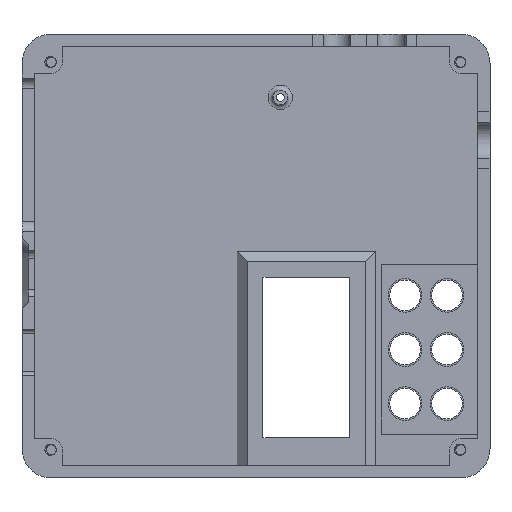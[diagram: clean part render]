
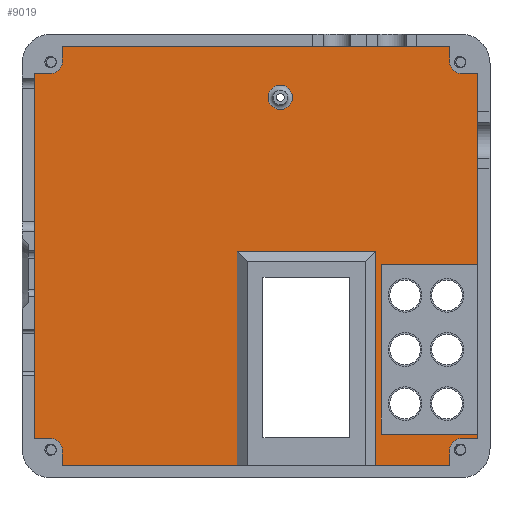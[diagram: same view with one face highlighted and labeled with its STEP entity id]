
A CAD part, front view. The second image highlights one B-rep face of the part: STEP entity #9019.
In plain terms, the highlighted planar face has unit normal (0, -1, 0).
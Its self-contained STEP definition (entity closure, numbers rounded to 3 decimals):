
#47=FACE_BOUND('',#1246,.T.);
#272=PLANE('',#9485);
#730=FACE_OUTER_BOUND('',#1245,.T.);
#1245=EDGE_LOOP('',(#7891,#7892,#7893,#7894,#7895,#7896,#7897,#7898,#7899,
#7900,#7901,#7902,#7903,#7904,#7905,#7906,#7907,#7908,#7909,#7910,#7911,
#7912,#7913,#7914,#7915,#7916));
#1246=EDGE_LOOP('',(#7917));
#1405=CIRCLE('',#9479,2.25);
#1408=CIRCLE('',#9486,2.25);
#1409=CIRCLE('',#9487,2.25);
#1410=CIRCLE('',#9488,2.25);
#1411=CIRCLE('',#9489,2.5);
#2176=LINE('',#17733,#2889);
#2178=LINE('',#17739,#2891);
#2518=LINE('',#26466,#3231);
#2521=LINE('',#26471,#3234);
#2523=LINE('',#26477,#3236);
#2527=LINE('',#26485,#3240);
#2528=LINE('',#26487,#3241);
#2529=LINE('',#26489,#3242);
#2530=LINE('',#26491,#3243);
#2531=LINE('',#26493,#3244);
#2532=LINE('',#26495,#3245);
#2533=LINE('',#26499,#3246);
#2534=LINE('',#26501,#3247);
#2535=LINE('',#26503,#3248);
#2536=LINE('',#26505,#3249);
#2537=LINE('',#26507,#3250);
#2538=LINE('',#26509,#3251);
#2539=LINE('',#26511,#3252);
#2540=LINE('',#26515,#3253);
#2541=LINE('',#26517,#3254);
#2542=LINE('',#26519,#3255);
#2543=LINE('',#26522,#3256);
#2889=VECTOR('',#10194,10.);
#2891=VECTOR('',#10200,10.);
#3231=VECTOR('',#10848,10.);
#3234=VECTOR('',#10853,10.);
#3236=VECTOR('',#10859,10.);
#3240=VECTOR('',#10865,10.);
#3241=VECTOR('',#10866,10.);
#3242=VECTOR('',#10867,10.);
#3243=VECTOR('',#10868,10.);
#3244=VECTOR('',#10869,10.);
#3245=VECTOR('',#10870,10.);
#3246=VECTOR('',#10873,10.);
#3247=VECTOR('',#10874,10.);
#3248=VECTOR('',#10875,10.);
#3249=VECTOR('',#10876,10.);
#3250=VECTOR('',#10877,10.);
#3251=VECTOR('',#10878,10.);
#3252=VECTOR('',#10879,10.);
#3253=VECTOR('',#10882,10.);
#3254=VECTOR('',#10883,10.);
#3255=VECTOR('',#10884,10.);
#3256=VECTOR('',#10887,10.);
#3815=VERTEX_POINT('',#17730);
#3816=VERTEX_POINT('',#17732);
#3818=VERTEX_POINT('',#17738);
#4191=VERTEX_POINT('',#26456);
#4192=VERTEX_POINT('',#26457);
#4195=VERTEX_POINT('',#26465);
#4198=VERTEX_POINT('',#26476);
#4201=VERTEX_POINT('',#26484);
#4202=VERTEX_POINT('',#26486);
#4203=VERTEX_POINT('',#26488);
#4204=VERTEX_POINT('',#26490);
#4205=VERTEX_POINT('',#26492);
#4206=VERTEX_POINT('',#26494);
#4207=VERTEX_POINT('',#26496);
#4208=VERTEX_POINT('',#26498);
#4209=VERTEX_POINT('',#26500);
#4210=VERTEX_POINT('',#26502);
#4211=VERTEX_POINT('',#26504);
#4212=VERTEX_POINT('',#26506);
#4213=VERTEX_POINT('',#26508);
#4214=VERTEX_POINT('',#26510);
#4215=VERTEX_POINT('',#26512);
#4216=VERTEX_POINT('',#26514);
#4217=VERTEX_POINT('',#26516);
#4218=VERTEX_POINT('',#26518);
#4219=VERTEX_POINT('',#26520);
#4220=VERTEX_POINT('',#26523);
#4883=EDGE_CURVE('',#3815,#3816,#2176,.T.);
#4886=EDGE_CURVE('',#3818,#3815,#2178,.T.);
#5458=EDGE_CURVE('',#4191,#4192,#1405,.T.);
#5462=EDGE_CURVE('',#4192,#4195,#2518,.T.);
#5465=EDGE_CURVE('',#3818,#4191,#2521,.T.);
#5468=EDGE_CURVE('',#3816,#4198,#2523,.T.);
#5472=EDGE_CURVE('',#4201,#4195,#2527,.T.);
#5473=EDGE_CURVE('',#4201,#4202,#2528,.T.);
#5474=EDGE_CURVE('',#4202,#4203,#2529,.T.);
#5475=EDGE_CURVE('',#4203,#4204,#2530,.T.);
#5476=EDGE_CURVE('',#4205,#4204,#2531,.T.);
#5477=EDGE_CURVE('',#4205,#4206,#2532,.T.);
#5478=EDGE_CURVE('',#4206,#4207,#1408,.T.);
#5479=EDGE_CURVE('',#4207,#4208,#2533,.T.);
#5480=EDGE_CURVE('',#4209,#4208,#2534,.T.);
#5481=EDGE_CURVE('',#4209,#4210,#2535,.T.);
#5482=EDGE_CURVE('',#4210,#4211,#2536,.F.);
#5483=EDGE_CURVE('',#4211,#4212,#2537,.T.);
#5484=EDGE_CURVE('',#4213,#4212,#2538,.T.);
#5485=EDGE_CURVE('',#4213,#4214,#2539,.T.);
#5486=EDGE_CURVE('',#4214,#4215,#1409,.T.);
#5487=EDGE_CURVE('',#4215,#4216,#2540,.T.);
#5488=EDGE_CURVE('',#4217,#4216,#2541,.T.);
#5489=EDGE_CURVE('',#4217,#4218,#2542,.T.);
#5490=EDGE_CURVE('',#4218,#4219,#1410,.T.);
#5491=EDGE_CURVE('',#4219,#4198,#2543,.T.);
#5492=EDGE_CURVE('',#4220,#4220,#1411,.T.);
#7891=ORIENTED_EDGE('',*,*,#5465,.T.);
#7892=ORIENTED_EDGE('',*,*,#5458,.T.);
#7893=ORIENTED_EDGE('',*,*,#5462,.T.);
#7894=ORIENTED_EDGE('',*,*,#5472,.F.);
#7895=ORIENTED_EDGE('',*,*,#5473,.T.);
#7896=ORIENTED_EDGE('',*,*,#5474,.T.);
#7897=ORIENTED_EDGE('',*,*,#5475,.T.);
#7898=ORIENTED_EDGE('',*,*,#5476,.F.);
#7899=ORIENTED_EDGE('',*,*,#5477,.T.);
#7900=ORIENTED_EDGE('',*,*,#5478,.T.);
#7901=ORIENTED_EDGE('',*,*,#5479,.T.);
#7902=ORIENTED_EDGE('',*,*,#5480,.F.);
#7903=ORIENTED_EDGE('',*,*,#5481,.T.);
#7904=ORIENTED_EDGE('',*,*,#5482,.T.);
#7905=ORIENTED_EDGE('',*,*,#5483,.T.);
#7906=ORIENTED_EDGE('',*,*,#5484,.F.);
#7907=ORIENTED_EDGE('',*,*,#5485,.T.);
#7908=ORIENTED_EDGE('',*,*,#5486,.T.);
#7909=ORIENTED_EDGE('',*,*,#5487,.T.);
#7910=ORIENTED_EDGE('',*,*,#5488,.F.);
#7911=ORIENTED_EDGE('',*,*,#5489,.T.);
#7912=ORIENTED_EDGE('',*,*,#5490,.T.);
#7913=ORIENTED_EDGE('',*,*,#5491,.T.);
#7914=ORIENTED_EDGE('',*,*,#5468,.F.);
#7915=ORIENTED_EDGE('',*,*,#4883,.F.);
#7916=ORIENTED_EDGE('',*,*,#4886,.F.);
#7917=ORIENTED_EDGE('',*,*,#5492,.F.);
#9019=ADVANCED_FACE('',(#730,#47),#272,.F.);
#9479=AXIS2_PLACEMENT_3D('',#26458,#10840,#10841);
#9485=AXIS2_PLACEMENT_3D('',#26483,#10863,#10864);
#9486=AXIS2_PLACEMENT_3D('',#26497,#10871,#10872);
#9487=AXIS2_PLACEMENT_3D('',#26513,#10880,#10881);
#9488=AXIS2_PLACEMENT_3D('',#26521,#10885,#10886);
#9489=AXIS2_PLACEMENT_3D('',#26524,#10888,#10889);
#10194=DIRECTION('',(0.,0.,1.));
#10200=DIRECTION('',(0.,0.,1.));
#10840=DIRECTION('center_axis',(0.,1.,0.));
#10841=DIRECTION('ref_axis',(1.,0.,0.));
#10848=DIRECTION('',(0.,0.,-1.));
#10853=DIRECTION('',(1.,0.,0.));
#10859=DIRECTION('',(0.,0.,1.));
#10863=DIRECTION('center_axis',(0.,1.,0.));
#10864=DIRECTION('ref_axis',(-1.,0.,0.));
#10865=DIRECTION('',(-1.,0.,0.));
#10866=DIRECTION('',(0.,0.,1.));
#10867=DIRECTION('',(1.,0.,0.));
#10868=DIRECTION('',(0.,0.,-1.));
#10869=DIRECTION('',(-1.,0.,0.));
#10870=DIRECTION('',(0.,0.,1.));
#10871=DIRECTION('center_axis',(0.,1.,0.));
#10872=DIRECTION('ref_axis',(1.,0.,0.));
#10873=DIRECTION('',(1.,0.,0.));
#10874=DIRECTION('',(0.,0.,-1.));
#10875=DIRECTION('',(-1.,0.,0.));
#10876=DIRECTION('',(0.,0.,-1.));
#10877=DIRECTION('',(1.,0.,0.));
#10878=DIRECTION('',(0.,0.,-1.));
#10879=DIRECTION('',(-1.,0.,0.));
#10880=DIRECTION('center_axis',(0.,1.,0.));
#10881=DIRECTION('ref_axis',(1.,0.,0.));
#10882=DIRECTION('',(0.,0.,1.));
#10883=DIRECTION('',(1.,0.,0.));
#10884=DIRECTION('',(0.,0.,-1.));
#10885=DIRECTION('center_axis',(0.,1.,0.));
#10886=DIRECTION('ref_axis',(1.,0.,0.));
#10887=DIRECTION('',(-1.,0.,0.));
#10888=DIRECTION('center_axis',(0.,-1.,0.));
#10889=DIRECTION('ref_axis',(1.,0.,0.));
#17730=CARTESIAN_POINT('',(-45.5,14.47,6.435));
#17732=CARTESIAN_POINT('',(-45.5,14.47,35.043));
#17733=CARTESIAN_POINT('',(-45.5,14.47,2.375));
#17738=CARTESIAN_POINT('',(-45.5,14.47,-37.5));
#17739=CARTESIAN_POINT('',(-45.5,14.47,2.375));
#26456=CARTESIAN_POINT('',(-42.,14.47,-37.5));
#26457=CARTESIAN_POINT('',(-39.75,14.47,-39.75));
#26458=CARTESIAN_POINT('Origin',(-42.,14.47,-39.75));
#26465=CARTESIAN_POINT('',(-39.75,14.47,-43.025));
#26466=CARTESIAN_POINT('',(-39.75,14.47,-21.513));
#26471=CARTESIAN_POINT('',(-21.,14.47,-37.5));
#26476=CARTESIAN_POINT('',(-45.5,14.47,37.5));
#26477=CARTESIAN_POINT('',(-45.5,14.47,2.375));
#26483=CARTESIAN_POINT('Origin',(0.,14.47,0.));
#26484=CARTESIAN_POINT('',(-3.866,14.47,-43.025));
#26485=CARTESIAN_POINT('',(29.59,14.47,-43.025));
#26486=CARTESIAN_POINT('',(-3.866,14.47,0.925));
#26487=CARTESIAN_POINT('',(-3.866,14.47,-21.278));
#26488=CARTESIAN_POINT('',(24.514,14.47,0.925));
#26489=CARTESIAN_POINT('',(-1.933,14.47,0.925));
#26490=CARTESIAN_POINT('',(24.514,14.47,-43.025));
#26491=CARTESIAN_POINT('',(24.514,14.47,0.462));
#26492=CARTESIAN_POINT('',(39.75,14.47,-43.025));
#26493=CARTESIAN_POINT('',(29.59,14.47,-43.025));
#26494=CARTESIAN_POINT('',(39.75,14.47,-39.75));
#26495=CARTESIAN_POINT('',(39.75,14.47,-19.875));
#26496=CARTESIAN_POINT('',(42.,14.47,-37.5));
#26497=CARTESIAN_POINT('Origin',(42.,14.47,-39.75));
#26498=CARTESIAN_POINT('',(45.5,14.47,-37.5));
#26499=CARTESIAN_POINT('',(22.75,14.47,-37.5));
#26500=CARTESIAN_POINT('',(45.5,14.47,-36.525));
#26501=CARTESIAN_POINT('',(45.5,14.47,41.9));
#26502=CARTESIAN_POINT('',(25.73,14.47,-36.525));
#26503=CARTESIAN_POINT('',(13.49,14.47,-36.525));
#26504=CARTESIAN_POINT('',(25.73,14.47,-1.725));
#26505=CARTESIAN_POINT('',(25.73,14.47,-0.863));
#26506=CARTESIAN_POINT('',(45.5,14.47,-1.725));
#26507=CARTESIAN_POINT('',(22.75,14.47,-1.725));
#26508=CARTESIAN_POINT('',(45.5,14.47,37.5));
#26509=CARTESIAN_POINT('',(45.5,14.47,41.9));
#26510=CARTESIAN_POINT('',(42.,14.47,37.5));
#26511=CARTESIAN_POINT('',(21.,14.47,37.5));
#26512=CARTESIAN_POINT('',(39.75,14.47,39.75));
#26513=CARTESIAN_POINT('Origin',(42.,14.47,39.75));
#26514=CARTESIAN_POINT('',(39.75,14.47,43.025));
#26515=CARTESIAN_POINT('',(39.75,14.47,21.513));
#26516=CARTESIAN_POINT('',(-39.75,14.47,43.025));
#26517=CARTESIAN_POINT('',(14.475,14.47,43.025));
#26518=CARTESIAN_POINT('',(-39.75,14.47,39.75));
#26519=CARTESIAN_POINT('',(-39.75,14.47,19.875));
#26520=CARTESIAN_POINT('',(-42.,14.47,37.5));
#26521=CARTESIAN_POINT('Origin',(-42.,14.47,39.75));
#26522=CARTESIAN_POINT('',(-22.75,14.47,37.5));
#26523=CARTESIAN_POINT('',(5.,14.47,30.025));
#26524=CARTESIAN_POINT('Origin',(5.,14.47,32.525));
